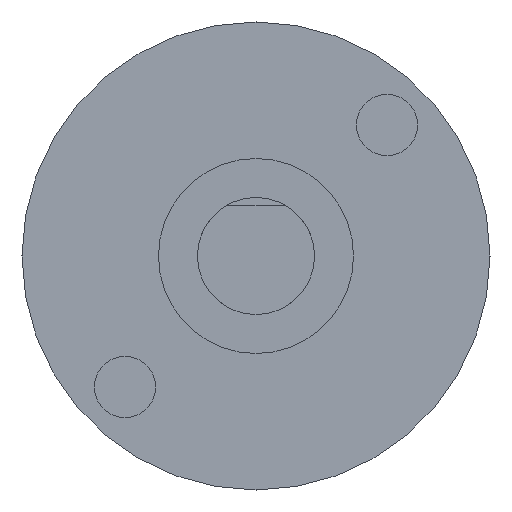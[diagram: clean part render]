
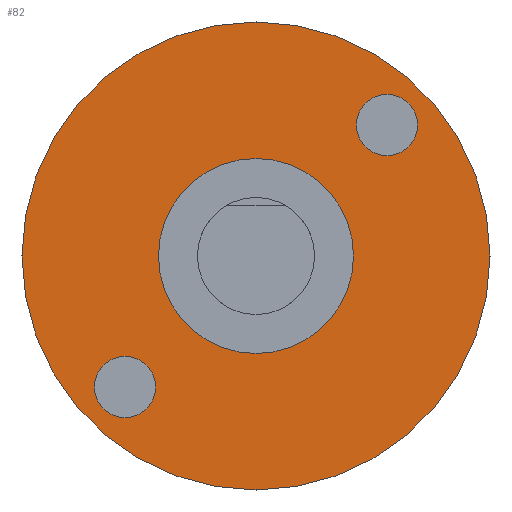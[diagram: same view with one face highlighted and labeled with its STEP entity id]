
A CAD part, front view. The second image highlights one B-rep face of the part: STEP entity #82.
In plain terms, the highlighted planar face has unit normal (0, -1, 0).
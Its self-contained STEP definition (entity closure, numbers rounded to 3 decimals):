
#82 = ADVANCED_FACE( '', ( #181, #182, #183, #184 ), #185, .T. );
#181 = FACE_BOUND( '', #300, .T. );
#182 = FACE_BOUND( '', #301, .T. );
#183 = FACE_OUTER_BOUND( '', #302, .T. );
#184 = FACE_BOUND( '', #303, .T. );
#185 = PLANE( '', #304 );
#300 = EDGE_LOOP( '', ( #476 ) );
#301 = EDGE_LOOP( '', ( #477 ) );
#302 = EDGE_LOOP( '', ( #478 ) );
#303 = EDGE_LOOP( '', ( #479 ) );
#304 = AXIS2_PLACEMENT_3D( '', #480, #481, #482 );
#476 = ORIENTED_EDGE( '', *, *, #665, .T. );
#477 = ORIENTED_EDGE( '', *, *, #666, .T. );
#478 = ORIENTED_EDGE( '', *, *, #667, .T. );
#479 = ORIENTED_EDGE( '', *, *, #668, .F. );
#480 = CARTESIAN_POINT( '', ( 0., 0., 2.5 ) );
#481 = DIRECTION( '', ( 0., -1., 0. ) );
#482 = DIRECTION( '', ( 0., 0., -1. ) );
#665 = EDGE_CURVE( '', #788, #788, #789, .T. );
#666 = EDGE_CURVE( '', #790, #790, #791, .T. );
#667 = EDGE_CURVE( '', #792, #792, #793, .T. );
#668 = EDGE_CURVE( '', #794, #794, #795, .T. );
#788 = VERTEX_POINT( '', #953 );
#789 = CIRCLE( '', #954, 0.784 );
#790 = VERTEX_POINT( '', #955 );
#791 = CIRCLE( '', #956, 0.784 );
#792 = VERTEX_POINT( '', #957 );
#793 = CIRCLE( '', #958, 6. );
#794 = VERTEX_POINT( '', #959 );
#795 = CIRCLE( '', #960, 2.5 );
#953 = CARTESIAN_POINT( '', ( 3.359, 0., 2.575 ) );
#954 = AXIS2_PLACEMENT_3D( '', #1055, #1056, #1057 );
#955 = CARTESIAN_POINT( '', ( -3.359, 0., -4.142 ) );
#956 = AXIS2_PLACEMENT_3D( '', #1058, #1059, #1060 );
#957 = CARTESIAN_POINT( '', ( 0., 0., -6. ) );
#958 = AXIS2_PLACEMENT_3D( '', #1061, #1062, #1063 );
#959 = CARTESIAN_POINT( '', ( 0., 0., -2.5 ) );
#960 = AXIS2_PLACEMENT_3D( '', #1064, #1065, #1066 );
#1055 = CARTESIAN_POINT( '', ( 3.359, 0., 3.359 ) );
#1056 = DIRECTION( '', ( 0., 1., 0. ) );
#1057 = DIRECTION( '', ( 0., 0., -1. ) );
#1058 = CARTESIAN_POINT( '', ( -3.359, 0., -3.359 ) );
#1059 = DIRECTION( '', ( 0., 1., 0. ) );
#1060 = DIRECTION( '', ( 0., 0., -1. ) );
#1061 = CARTESIAN_POINT( '', ( 0., 0., 0. ) );
#1062 = DIRECTION( '', ( 0., -1., 0. ) );
#1063 = DIRECTION( '', ( 0., 0., -1. ) );
#1064 = CARTESIAN_POINT( '', ( 0., 0., 0. ) );
#1065 = DIRECTION( '', ( 0., -1., 0. ) );
#1066 = DIRECTION( '', ( 0., 0., -1. ) );
